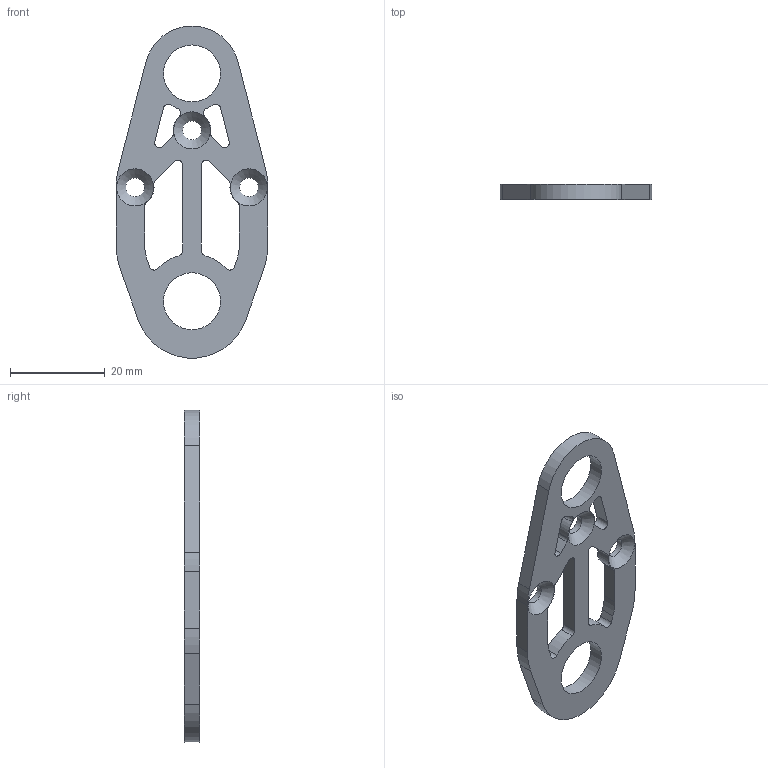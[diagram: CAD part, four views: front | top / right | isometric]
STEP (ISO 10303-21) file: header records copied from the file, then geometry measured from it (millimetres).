
FILE_DESCRIPTION(/* description */ ('STEP AP242','CAx-IF Rec.Pracs.---Representation and Presentation of Product Manufacturing Information (PMI)---4.0---2014-10-13','CAx-IF Rec.Pracs.---3D Tessellated Geometry---0.4---2014-09-14','2;1'),/* implementation_level */ '2;1');
FILE_NAME(/* name */ '63c035da245f64442c328480',/* time_stamp */ '2023-01-12T16:31:23+00:00',/* author */ (''),/* organization */ (''),/* preprocessor_version */ 'ST-DEVELOPER v18.102',/* originating_system */ ' ',/* authorisation */ ' ');
FILE_SCHEMA (('AP242_MANAGED_MODEL_BASED_3D_ENGINEERING_MIM_LF { 1 0 10303 442 1 1 4 }'));
Length unit declared in the file: metre
Products named in the file (1): CNC Backplate
Bounding box: 32 x 3.17 x 69.96 mm (x, y, z)
Volume: 3588.4 mm3; surface area: 3670.8 mm2
Topology: 1 solids, 1 shells, 62 faces, 177 edges, 117 vertices
Faces by surface type: cylinder 39, plane 20, cone 3
Full cylindrical faces by diameter (mm): 4 x3, 12 x2
Entity records: 2076 total; most frequent: DIRECTION 376, CARTESIAN_POINT 349, ORIENTED_EDGE 338, EDGE_CURVE 169, AXIS2_PLACEMENT_3D 144, VERTEX_POINT 117, LINE 88, VECTOR 88
